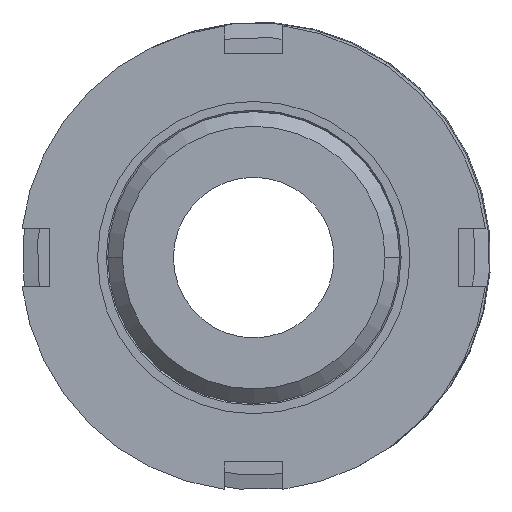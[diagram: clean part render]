
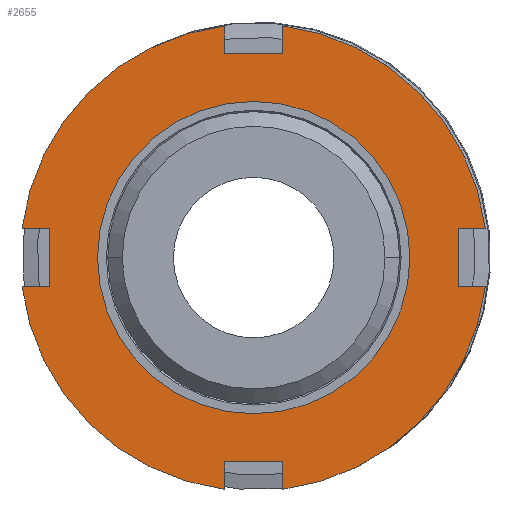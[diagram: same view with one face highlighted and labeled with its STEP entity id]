
A CAD part, front view. The second image highlights one B-rep face of the part: STEP entity #2655.
In plain terms, the highlighted planar face has unit normal (0, -1, 0).
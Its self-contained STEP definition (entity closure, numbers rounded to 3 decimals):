
#19 = ORIENTED_EDGE ( 'NONE', *, *, #1595, .F. ) ;
#23 = LINE ( 'NONE', #2565, #2411 ) ;
#46 = DIRECTION ( 'NONE',  ( 0., 1., 0. ) ) ;
#78 = ORIENTED_EDGE ( 'NONE', *, *, #1515, .T. ) ;
#110 = DIRECTION ( 'NONE',  ( 1., 0., 0. ) ) ;
#116 = LINE ( 'NONE', #1144, #2269 ) ;
#138 = VERTEX_POINT ( 'NONE', #2815 ) ;
#157 = VERTEX_POINT ( 'NONE', #2578 ) ;
#159 = DIRECTION ( 'NONE',  ( 0., 1., 0. ) ) ;
#160 = VECTOR ( 'NONE', #2019, 1000. ) ;
#162 = ORIENTED_EDGE ( 'NONE', *, *, #3121, .T. ) ;
#186 = EDGE_CURVE ( 'NONE', #1612, #396, #427, .T. ) ;
#206 = CARTESIAN_POINT ( 'NONE',  ( -2., -30., 0. ) ) ;
#210 = CARTESIAN_POINT ( 'NONE',  ( 14., -30., -2. ) ) ;
#214 = LINE ( 'NONE', #2990, #2709 ) ;
#222 = ORIENTED_EDGE ( 'NONE', *, *, #1912, .T. ) ;
#244 = DIRECTION ( 'NONE',  ( 0., 0., -1. ) ) ;
#248 = DIRECTION ( 'NONE',  ( 0., 0., 1. ) ) ;
#254 = EDGE_LOOP ( 'NONE', ( #1228, #2218, #3056, #222, #272, #19, #2352, #1791, #413, #2851, #2544, #1293, #1600, #785, #78, #2182 ) ) ;
#272 = ORIENTED_EDGE ( 'NONE', *, *, #1794, .F. ) ;
#280 = EDGE_CURVE ( 'NONE', #138, #157, #2564, .T. ) ;
#324 = VECTOR ( 'NONE', #765, 1000. ) ;
#371 = CARTESIAN_POINT ( 'NONE',  ( 0., -30., 0. ) ) ;
#396 = VERTEX_POINT ( 'NONE', #1903 ) ;
#413 = ORIENTED_EDGE ( 'NONE', *, *, #280, .F. ) ;
#427 = CIRCLE ( 'NONE', #845, 10.7 ) ;
#434 = CARTESIAN_POINT ( 'NONE',  ( -15.875, -30., -2. ) ) ;
#477 = CARTESIAN_POINT ( 'NONE',  ( -2., -30., 15.875 ) ) ;
#517 = DIRECTION ( 'NONE',  ( 0., 0., 1. ) ) ;
#529 = CARTESIAN_POINT ( 'NONE',  ( 0., -30., 0. ) ) ;
#538 = DIRECTION ( 'NONE',  ( 0., 1., 0. ) ) ;
#591 = VERTEX_POINT ( 'NONE', #796 ) ;
#692 = VECTOR ( 'NONE', #244, 1000. ) ;
#703 = CIRCLE ( 'NONE', #705, 16. ) ;
#705 = AXIS2_PLACEMENT_3D ( 'NONE', #2006, #2298, #2500 ) ;
#727 = DIRECTION ( 'NONE',  ( 0., 0., 1. ) ) ;
#765 = DIRECTION ( 'NONE',  ( 0., 0., 1. ) ) ;
#773 = DIRECTION ( 'NONE',  ( -1., 0., 0. ) ) ;
#780 = CARTESIAN_POINT ( 'NONE',  ( -2., -30., -15.875 ) ) ;
#785 = ORIENTED_EDGE ( 'NONE', *, *, #2548, .F. ) ;
#796 = CARTESIAN_POINT ( 'NONE',  ( -2., -30., 14. ) ) ;
#815 = VECTOR ( 'NONE', #2597, 1000. ) ;
#834 = VERTEX_POINT ( 'NONE', #1296 ) ;
#837 = VERTEX_POINT ( 'NONE', #2466 ) ;
#845 = AXIS2_PLACEMENT_3D ( 'NONE', #1541, #2329, #248 ) ;
#847 = LINE ( 'NONE', #2018, #1930 ) ;
#861 = EDGE_CURVE ( 'NONE', #2884, #138, #2635, .T. ) ;
#898 = EDGE_CURVE ( 'NONE', #2280, #2867, #23, .T. ) ;
#947 = VERTEX_POINT ( 'NONE', #2821 ) ;
#1030 = EDGE_LOOP ( 'NONE', ( #162, #1444 ) ) ;
#1064 = EDGE_CURVE ( 'NONE', #1919, #1607, #116, .T. ) ;
#1095 = LINE ( 'NONE', #1418, #2221 ) ;
#1108 = VECTOR ( 'NONE', #1184, 1000. ) ;
#1144 = CARTESIAN_POINT ( 'NONE',  ( 10.7, -30., -2. ) ) ;
#1173 = VERTEX_POINT ( 'NONE', #1878 ) ;
#1184 = DIRECTION ( 'NONE',  ( -1., 0., 0. ) ) ;
#1191 = CARTESIAN_POINT ( 'NONE',  ( 0., -30., 0. ) ) ;
#1223 = EDGE_CURVE ( 'NONE', #2884, #2090, #847, .T. ) ;
#1228 = ORIENTED_EDGE ( 'NONE', *, *, #1064, .F. ) ;
#1278 = CARTESIAN_POINT ( 'NONE',  ( 2., -30., 15.875 ) ) ;
#1284 = CARTESIAN_POINT ( 'NONE',  ( 0., -30., 14. ) ) ;
#1293 = ORIENTED_EDGE ( 'NONE', *, *, #1580, .T. ) ;
#1296 = CARTESIAN_POINT ( 'NONE',  ( -15.875, -30., 2. ) ) ;
#1300 = EDGE_CURVE ( 'NONE', #2774, #591, #1852, .T. ) ;
#1310 = CARTESIAN_POINT ( 'NONE',  ( 14., -30., 0. ) ) ;
#1323 = VERTEX_POINT ( 'NONE', #2000 ) ;
#1354 = CARTESIAN_POINT ( 'NONE',  ( 15.875, -30., -2. ) ) ;
#1418 = CARTESIAN_POINT ( 'NONE',  ( -14., -30., 0. ) ) ;
#1444 = ORIENTED_EDGE ( 'NONE', *, *, #186, .T. ) ;
#1456 = EDGE_CURVE ( 'NONE', #2970, #1919, #2058, .T. ) ;
#1473 = FACE_BOUND ( 'NONE', #1030, .T. ) ;
#1507 = CARTESIAN_POINT ( 'NONE',  ( -14., -30., -2. ) ) ;
#1515 = EDGE_CURVE ( 'NONE', #834, #837, #2017, .T. ) ;
#1541 = CARTESIAN_POINT ( 'NONE',  ( 0., -30., 0. ) ) ;
#1568 = DIRECTION ( 'NONE',  ( 0., 0., 1. ) ) ;
#1572 = EDGE_CURVE ( 'NONE', #2970, #1173, #214, .T. ) ;
#1580 = EDGE_CURVE ( 'NONE', #2090, #591, #2786, .T. ) ;
#1588 = CARTESIAN_POINT ( 'NONE',  ( 2., -30., 0. ) ) ;
#1595 = EDGE_CURVE ( 'NONE', #2280, #947, #703, .T. ) ;
#1600 = ORIENTED_EDGE ( 'NONE', *, *, #1300, .F. ) ;
#1602 = DIRECTION ( 'NONE',  ( 0., 0., 1. ) ) ;
#1607 = VERTEX_POINT ( 'NONE', #1507 ) ;
#1612 = VERTEX_POINT ( 'NONE', #1777 ) ;
#1654 = DIRECTION ( 'NONE',  ( 1., 0., 0. ) ) ;
#1656 = VECTOR ( 'NONE', #110, 1000. ) ;
#1704 = PLANE ( 'NONE',  #3205 ) ;
#1716 = CARTESIAN_POINT ( 'NONE',  ( 0., -30., -14. ) ) ;
#1777 = CARTESIAN_POINT ( 'NONE',  ( 0., -30., -10.7 ) ) ;
#1791 = ORIENTED_EDGE ( 'NONE', *, *, #2213, .T. ) ;
#1794 = EDGE_CURVE ( 'NONE', #947, #1323, #3141, .T. ) ;
#1818 = LINE ( 'NONE', #1716, #1656 ) ;
#1852 = LINE ( 'NONE', #206, #692 ) ;
#1878 = CARTESIAN_POINT ( 'NONE',  ( -2., -30., -14. ) ) ;
#1900 = CARTESIAN_POINT ( 'NONE',  ( 2., -30., 14. ) ) ;
#1903 = CARTESIAN_POINT ( 'NONE',  ( 0., -30., 10.7 ) ) ;
#1912 = EDGE_CURVE ( 'NONE', #1173, #1323, #1818, .T. ) ;
#1919 = VERTEX_POINT ( 'NONE', #434 ) ;
#1930 = VECTOR ( 'NONE', #2740, 1000. ) ;
#1938 = VECTOR ( 'NONE', #773, 1000. ) ;
#2000 = CARTESIAN_POINT ( 'NONE',  ( 2., -30., -14. ) ) ;
#2006 = CARTESIAN_POINT ( 'NONE',  ( 0., -30., 0. ) ) ;
#2017 = LINE ( 'NONE', #2742, #160 ) ;
#2018 = CARTESIAN_POINT ( 'NONE',  ( 2., -30., 0. ) ) ;
#2019 = DIRECTION ( 'NONE',  ( 1., 0., 0. ) ) ;
#2058 = CIRCLE ( 'NONE', #3151, 16. ) ;
#2090 = VERTEX_POINT ( 'NONE', #1900 ) ;
#2165 = DIRECTION ( 'NONE',  ( 0., 0., -1. ) ) ;
#2169 = DIRECTION ( 'NONE',  ( 0., 1., 0. ) ) ;
#2182 = ORIENTED_EDGE ( 'NONE', *, *, #2355, .T. ) ;
#2213 = EDGE_CURVE ( 'NONE', #2867, #157, #3290, .T. ) ;
#2218 = ORIENTED_EDGE ( 'NONE', *, *, #1456, .F. ) ;
#2221 = VECTOR ( 'NONE', #2165, 1000. ) ;
#2269 = VECTOR ( 'NONE', #1654, 1000. ) ;
#2280 = VERTEX_POINT ( 'NONE', #1354 ) ;
#2298 = DIRECTION ( 'NONE',  ( 0., 1., 0. ) ) ;
#2317 = DIRECTION ( 'NONE',  ( 0., 0., 1. ) ) ;
#2329 = DIRECTION ( 'NONE',  ( 0., 1., 0. ) ) ;
#2352 = ORIENTED_EDGE ( 'NONE', *, *, #898, .T. ) ;
#2355 = EDGE_CURVE ( 'NONE', #837, #1607, #1095, .T. ) ;
#2411 = VECTOR ( 'NONE', #3100, 1000. ) ;
#2466 = CARTESIAN_POINT ( 'NONE',  ( -14., -30., 2. ) ) ;
#2491 = FACE_OUTER_BOUND ( 'NONE', #254, .T. ) ;
#2500 = DIRECTION ( 'NONE',  ( 0., 0., 1. ) ) ;
#2544 = ORIENTED_EDGE ( 'NONE', *, *, #1223, .T. ) ;
#2548 = EDGE_CURVE ( 'NONE', #834, #2774, #3104, .T. ) ;
#2564 = LINE ( 'NONE', #2921, #1108 ) ;
#2565 = CARTESIAN_POINT ( 'NONE',  ( 10.7, -30., -2. ) ) ;
#2578 = CARTESIAN_POINT ( 'NONE',  ( 14., -30., 2. ) ) ;
#2597 = DIRECTION ( 'NONE',  ( 0., 0., 1. ) ) ;
#2635 = CIRCLE ( 'NONE', #3034, 16. ) ;
#2655 = ADVANCED_FACE ( 'NONE', ( #1473, #2491 ), #1704, .F. ) ;
#2696 = AXIS2_PLACEMENT_3D ( 'NONE', #371, #2169, #727 ) ;
#2709 = VECTOR ( 'NONE', #517, 1000. ) ;
#2714 = AXIS2_PLACEMENT_3D ( 'NONE', #3047, #3090, #1568 ) ;
#2740 = DIRECTION ( 'NONE',  ( 0., 0., -1. ) ) ;
#2742 = CARTESIAN_POINT ( 'NONE',  ( 10.7, -30., 2. ) ) ;
#2744 = CIRCLE ( 'NONE', #2696, 10.7 ) ;
#2774 = VERTEX_POINT ( 'NONE', #477 ) ;
#2786 = LINE ( 'NONE', #1284, #1938 ) ;
#2815 = CARTESIAN_POINT ( 'NONE',  ( 15.875, -30., 2. ) ) ;
#2821 = CARTESIAN_POINT ( 'NONE',  ( 2., -30., -15.875 ) ) ;
#2851 = ORIENTED_EDGE ( 'NONE', *, *, #861, .F. ) ;
#2857 = CARTESIAN_POINT ( 'NONE',  ( 10.7, -30., 0. ) ) ;
#2867 = VERTEX_POINT ( 'NONE', #210 ) ;
#2884 = VERTEX_POINT ( 'NONE', #1278 ) ;
#2921 = CARTESIAN_POINT ( 'NONE',  ( 10.7, -30., 2. ) ) ;
#2938 = DIRECTION ( 'NONE',  ( 0., 0., 1. ) ) ;
#2970 = VERTEX_POINT ( 'NONE', #780 ) ;
#2990 = CARTESIAN_POINT ( 'NONE',  ( -2., -30., 0. ) ) ;
#3034 = AXIS2_PLACEMENT_3D ( 'NONE', #529, #538, #2317 ) ;
#3047 = CARTESIAN_POINT ( 'NONE',  ( 0., -30., 0. ) ) ;
#3056 = ORIENTED_EDGE ( 'NONE', *, *, #1572, .T. ) ;
#3090 = DIRECTION ( 'NONE',  ( 0., 1., 0. ) ) ;
#3100 = DIRECTION ( 'NONE',  ( -1., 0., 0. ) ) ;
#3104 = CIRCLE ( 'NONE', #2714, 16. ) ;
#3121 = EDGE_CURVE ( 'NONE', #396, #1612, #2744, .T. ) ;
#3141 = LINE ( 'NONE', #1588, #815 ) ;
#3151 = AXIS2_PLACEMENT_3D ( 'NONE', #1191, #159, #2938 ) ;
#3205 = AXIS2_PLACEMENT_3D ( 'NONE', #2857, #46, #1602 ) ;
#3290 = LINE ( 'NONE', #1310, #324 ) ;
